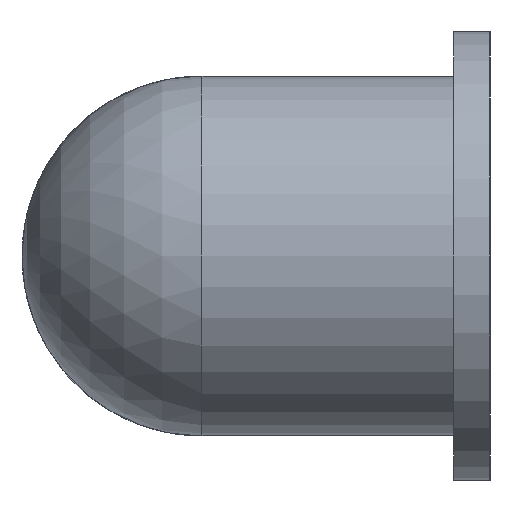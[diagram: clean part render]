
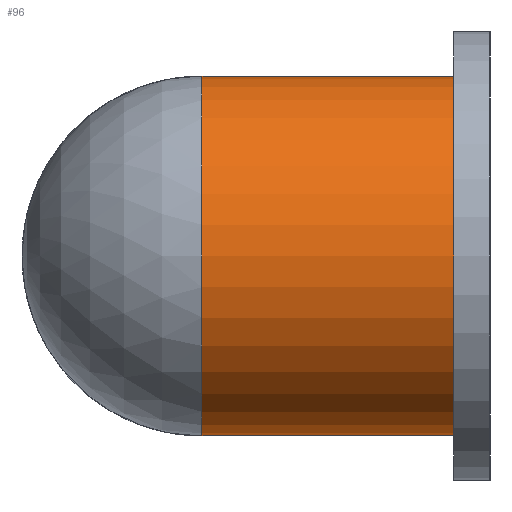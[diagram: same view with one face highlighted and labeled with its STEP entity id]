
A CAD part, left-side view. The second image highlights one B-rep face of the part: STEP entity #96.
In plain terms, the highlighted cylindrical face has radius 5 mm (diameter 10 mm), a partial arc.
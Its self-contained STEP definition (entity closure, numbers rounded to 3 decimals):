
#96 = ADVANCED_FACE( '', ( #201 ), #202, .T. );
#201 = FACE_OUTER_BOUND( '', #308, .T. );
#202 = CYLINDRICAL_SURFACE( '', #309, 5. );
#308 = EDGE_LOOP( '', ( #515, #516, #517, #518 ) );
#309 = AXIS2_PLACEMENT_3D( '', #519, #520, #521 );
#515 = ORIENTED_EDGE( '', *, *, #671, .F. );
#516 = ORIENTED_EDGE( '', *, *, #672, .F. );
#517 = ORIENTED_EDGE( '', *, *, #673, .T. );
#518 = ORIENTED_EDGE( '', *, *, #642, .F. );
#519 = CARTESIAN_POINT( '', ( -13.5, 13., 0. ) );
#520 = DIRECTION( '', ( 0., -1., 0. ) );
#521 = DIRECTION( '', ( 0., 0., 1. ) );
#642 = EDGE_CURVE( '', #753, #772, #773, .T. );
#671 = EDGE_CURVE( '', #751, #753, #810, .T. );
#672 = EDGE_CURVE( '', #811, #751, #812, .T. );
#673 = EDGE_CURVE( '', #811, #772, #813, .T. );
#751 = VERTEX_POINT( '', #938 );
#753 = VERTEX_POINT( '', #941 );
#772 = VERTEX_POINT( '', #1110 );
#773 = LINE( '', #1111, #1112 );
#810 = CIRCLE( '', #1160, 5. );
#811 = VERTEX_POINT( '', #1161 );
#812 = LINE( '', #1162, #1163 );
#813 = CIRCLE( '', #1164, 5. );
#938 = CARTESIAN_POINT( '', ( -13.5, 8., -5. ) );
#941 = CARTESIAN_POINT( '', ( -13.5, 8., 5. ) );
#1110 = CARTESIAN_POINT( '', ( -13.5, 1., 5. ) );
#1111 = CARTESIAN_POINT( '', ( -13.5, 8., 5. ) );
#1112 = VECTOR( '', #1237, 1000. );
#1160 = AXIS2_PLACEMENT_3D( '', #1267, #1268, #1269 );
#1161 = CARTESIAN_POINT( '', ( -13.5, 1., -5. ) );
#1162 = CARTESIAN_POINT( '', ( -13.5, 1., -5. ) );
#1163 = VECTOR( '', #1270, 1000. );
#1164 = AXIS2_PLACEMENT_3D( '', #1271, #1272, #1273 );
#1237 = DIRECTION( '', ( 0., -1., 0. ) );
#1267 = CARTESIAN_POINT( '', ( -13.5, 8., 0. ) );
#1268 = DIRECTION( '', ( 0., 1., 0. ) );
#1269 = DIRECTION( '', ( 0., 0., 1. ) );
#1270 = DIRECTION( '', ( 0., 1., 0. ) );
#1271 = CARTESIAN_POINT( '', ( -13.5, 1., 0. ) );
#1272 = DIRECTION( '', ( 0., 1., 0. ) );
#1273 = DIRECTION( '', ( 0., 0., 1. ) );
